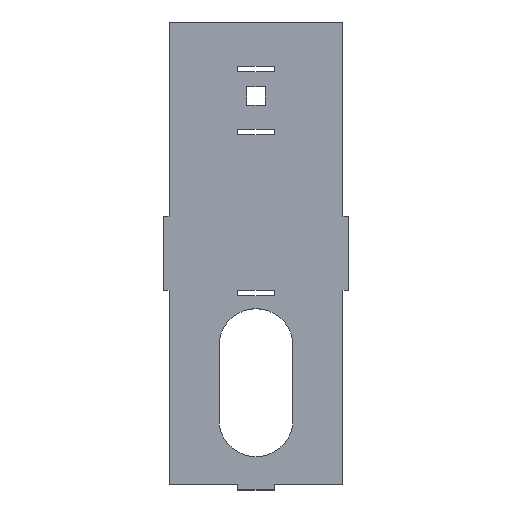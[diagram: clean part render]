
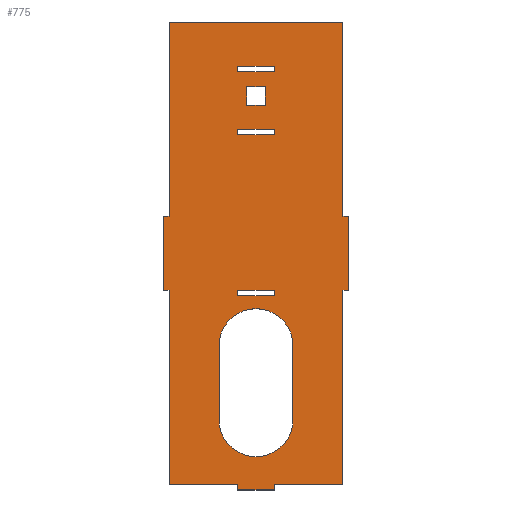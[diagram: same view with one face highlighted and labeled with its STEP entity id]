
A CAD part, top view. The second image highlights one B-rep face of the part: STEP entity #775.
In plain terms, the highlighted planar face has unit normal (0, 0, 1).
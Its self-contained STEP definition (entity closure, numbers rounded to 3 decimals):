
#17=CIRCLE('',#828,20.);
#18=CIRCLE('',#829,20.);
#21=FACE_BOUND('',#88,.T.);
#22=FACE_BOUND('',#89,.T.);
#23=FACE_BOUND('',#90,.T.);
#24=FACE_BOUND('',#91,.T.);
#25=FACE_BOUND('',#92,.T.);
#49=FACE_OUTER_BOUND('',#87,.T.);
#87=EDGE_LOOP('',(#577,#578,#579,#580,#581,#582,#583,#584,#585,#586,#587,
#588,#589,#590,#591,#592));
#88=EDGE_LOOP('',(#593,#594,#595,#596));
#89=EDGE_LOOP('',(#597,#598,#599,#600));
#90=EDGE_LOOP('',(#601,#602,#603,#604));
#91=EDGE_LOOP('',(#605,#606,#607,#608));
#92=EDGE_LOOP('',(#609,#610,#611,#612));
#117=LINE('',#1045,#221);
#121=LINE('',#1053,#225);
#124=LINE('',#1059,#228);
#127=LINE('',#1064,#231);
#129=LINE('',#1069,#233);
#133=LINE('',#1077,#237);
#136=LINE('',#1083,#240);
#139=LINE('',#1088,#243);
#141=LINE('',#1093,#245);
#145=LINE('',#1101,#249);
#148=LINE('',#1107,#252);
#151=LINE('',#1112,#255);
#153=LINE('',#1117,#257);
#157=LINE('',#1125,#261);
#160=LINE('',#1131,#264);
#163=LINE('',#1136,#267);
#165=LINE('',#1141,#269);
#169=LINE('',#1150,#273);
#173=LINE('',#1158,#277);
#174=LINE('',#1159,#278);
#175=LINE('',#1161,#279);
#176=LINE('',#1163,#280);
#177=LINE('',#1165,#281);
#178=LINE('',#1167,#282);
#179=LINE('',#1169,#283);
#180=LINE('',#1171,#284);
#181=LINE('',#1173,#285);
#182=LINE('',#1175,#286);
#183=LINE('',#1177,#287);
#184=LINE('',#1179,#288);
#185=LINE('',#1181,#289);
#186=LINE('',#1182,#290);
#187=LINE('',#1185,#291);
#188=LINE('',#1189,#292);
#221=VECTOR('',#855,10.);
#225=VECTOR('',#861,10.);
#228=VECTOR('',#866,10.);
#231=VECTOR('',#871,10.);
#233=VECTOR('',#875,10.);
#237=VECTOR('',#881,10.);
#240=VECTOR('',#886,10.);
#243=VECTOR('',#891,10.);
#245=VECTOR('',#895,10.);
#249=VECTOR('',#901,10.);
#252=VECTOR('',#906,10.);
#255=VECTOR('',#911,10.);
#257=VECTOR('',#915,10.);
#261=VECTOR('',#921,10.);
#264=VECTOR('',#926,10.);
#267=VECTOR('',#931,10.);
#269=VECTOR('',#935,10.);
#273=VECTOR('',#941,10.);
#277=VECTOR('',#947,10.);
#278=VECTOR('',#948,40.);
#279=VECTOR('',#949,10.);
#280=VECTOR('',#950,105.);
#281=VECTOR('',#951,10.);
#282=VECTOR('',#952,40.);
#283=VECTOR('',#953,10.);
#284=VECTOR('',#954,105.);
#285=VECTOR('',#955,10.);
#286=VECTOR('',#956,105.);
#287=VECTOR('',#957,10.);
#288=VECTOR('',#958,40.);
#289=VECTOR('',#959,10.);
#290=VECTOR('',#960,105.);
#291=VECTOR('',#961,40.);
#292=VECTOR('',#964,40.);
#325=VERTEX_POINT('',#1043);
#326=VERTEX_POINT('',#1044);
#329=VERTEX_POINT('',#1052);
#331=VERTEX_POINT('',#1058);
#333=VERTEX_POINT('',#1067);
#334=VERTEX_POINT('',#1068);
#337=VERTEX_POINT('',#1076);
#339=VERTEX_POINT('',#1082);
#341=VERTEX_POINT('',#1091);
#342=VERTEX_POINT('',#1092);
#345=VERTEX_POINT('',#1100);
#347=VERTEX_POINT('',#1106);
#349=VERTEX_POINT('',#1115);
#350=VERTEX_POINT('',#1116);
#353=VERTEX_POINT('',#1124);
#355=VERTEX_POINT('',#1130);
#357=VERTEX_POINT('',#1139);
#358=VERTEX_POINT('',#1140);
#361=VERTEX_POINT('',#1148);
#362=VERTEX_POINT('',#1149);
#365=VERTEX_POINT('',#1157);
#366=VERTEX_POINT('',#1160);
#367=VERTEX_POINT('',#1162);
#368=VERTEX_POINT('',#1164);
#369=VERTEX_POINT('',#1166);
#370=VERTEX_POINT('',#1168);
#371=VERTEX_POINT('',#1170);
#372=VERTEX_POINT('',#1172);
#373=VERTEX_POINT('',#1174);
#374=VERTEX_POINT('',#1176);
#375=VERTEX_POINT('',#1178);
#376=VERTEX_POINT('',#1180);
#377=VERTEX_POINT('',#1183);
#378=VERTEX_POINT('',#1184);
#379=VERTEX_POINT('',#1186);
#380=VERTEX_POINT('',#1188);
#397=EDGE_CURVE('',#325,#326,#117,.T.);
#401=EDGE_CURVE('',#329,#325,#121,.T.);
#404=EDGE_CURVE('',#331,#329,#124,.T.);
#407=EDGE_CURVE('',#326,#331,#127,.T.);
#409=EDGE_CURVE('',#333,#334,#129,.T.);
#413=EDGE_CURVE('',#337,#333,#133,.T.);
#416=EDGE_CURVE('',#339,#337,#136,.T.);
#419=EDGE_CURVE('',#334,#339,#139,.T.);
#421=EDGE_CURVE('',#341,#342,#141,.T.);
#425=EDGE_CURVE('',#345,#341,#145,.T.);
#428=EDGE_CURVE('',#347,#345,#148,.T.);
#431=EDGE_CURVE('',#342,#347,#151,.T.);
#433=EDGE_CURVE('',#349,#350,#153,.T.);
#437=EDGE_CURVE('',#353,#349,#157,.T.);
#440=EDGE_CURVE('',#355,#353,#160,.T.);
#443=EDGE_CURVE('',#350,#355,#163,.T.);
#445=EDGE_CURVE('',#357,#358,#165,.T.);
#449=EDGE_CURVE('',#361,#362,#169,.T.);
#453=EDGE_CURVE('',#365,#357,#173,.T.);
#454=EDGE_CURVE('',#358,#361,#174,.T.);
#455=EDGE_CURVE('',#362,#366,#175,.T.);
#456=EDGE_CURVE('',#367,#366,#176,.T.);
#457=EDGE_CURVE('',#367,#368,#177,.T.);
#458=EDGE_CURVE('',#369,#368,#178,.T.);
#459=EDGE_CURVE('',#370,#369,#179,.T.);
#460=EDGE_CURVE('',#371,#370,#180,.T.);
#461=EDGE_CURVE('',#371,#372,#181,.T.);
#462=EDGE_CURVE('',#373,#372,#182,.T.);
#463=EDGE_CURVE('',#373,#374,#183,.T.);
#464=EDGE_CURVE('',#375,#374,#184,.T.);
#465=EDGE_CURVE('',#376,#375,#185,.T.);
#466=EDGE_CURVE('',#365,#376,#186,.T.);
#467=EDGE_CURVE('',#377,#378,#187,.T.);
#468=EDGE_CURVE('',#378,#379,#17,.T.);
#469=EDGE_CURVE('',#379,#380,#188,.T.);
#470=EDGE_CURVE('',#380,#377,#18,.T.);
#577=ORIENTED_EDGE('',*,*,#453,.T.);
#578=ORIENTED_EDGE('',*,*,#445,.T.);
#579=ORIENTED_EDGE('',*,*,#454,.T.);
#580=ORIENTED_EDGE('',*,*,#449,.T.);
#581=ORIENTED_EDGE('',*,*,#455,.T.);
#582=ORIENTED_EDGE('',*,*,#456,.F.);
#583=ORIENTED_EDGE('',*,*,#457,.T.);
#584=ORIENTED_EDGE('',*,*,#458,.F.);
#585=ORIENTED_EDGE('',*,*,#459,.F.);
#586=ORIENTED_EDGE('',*,*,#460,.F.);
#587=ORIENTED_EDGE('',*,*,#461,.T.);
#588=ORIENTED_EDGE('',*,*,#462,.F.);
#589=ORIENTED_EDGE('',*,*,#463,.T.);
#590=ORIENTED_EDGE('',*,*,#464,.F.);
#591=ORIENTED_EDGE('',*,*,#465,.F.);
#592=ORIENTED_EDGE('',*,*,#466,.F.);
#593=ORIENTED_EDGE('',*,*,#397,.T.);
#594=ORIENTED_EDGE('',*,*,#407,.T.);
#595=ORIENTED_EDGE('',*,*,#404,.T.);
#596=ORIENTED_EDGE('',*,*,#401,.T.);
#597=ORIENTED_EDGE('',*,*,#409,.T.);
#598=ORIENTED_EDGE('',*,*,#419,.T.);
#599=ORIENTED_EDGE('',*,*,#416,.T.);
#600=ORIENTED_EDGE('',*,*,#413,.T.);
#601=ORIENTED_EDGE('',*,*,#421,.T.);
#602=ORIENTED_EDGE('',*,*,#431,.T.);
#603=ORIENTED_EDGE('',*,*,#428,.T.);
#604=ORIENTED_EDGE('',*,*,#425,.T.);
#605=ORIENTED_EDGE('',*,*,#433,.T.);
#606=ORIENTED_EDGE('',*,*,#443,.T.);
#607=ORIENTED_EDGE('',*,*,#440,.T.);
#608=ORIENTED_EDGE('',*,*,#437,.T.);
#609=ORIENTED_EDGE('',*,*,#467,.T.);
#610=ORIENTED_EDGE('',*,*,#468,.T.);
#611=ORIENTED_EDGE('',*,*,#469,.T.);
#612=ORIENTED_EDGE('',*,*,#470,.T.);
#739=PLANE('',#827);
#775=ADVANCED_FACE('',(#49,#21,#22,#23,#24,#25),#739,.T.);
#827=AXIS2_PLACEMENT_3D('',#1156,#945,#946);
#828=AXIS2_PLACEMENT_3D('',#1187,#962,#963);
#829=AXIS2_PLACEMENT_3D('',#1190,#965,#966);
#855=DIRECTION('',(0.,-1.,0.));
#861=DIRECTION('',(1.,0.,0.));
#866=DIRECTION('',(0.,1.,0.));
#871=DIRECTION('',(-1.,0.,0.));
#875=DIRECTION('',(0.,-1.,0.));
#881=DIRECTION('',(1.,0.,0.));
#886=DIRECTION('',(0.,1.,0.));
#891=DIRECTION('',(-1.,0.,0.));
#895=DIRECTION('',(0.,-1.,0.));
#901=DIRECTION('',(1.,0.,0.));
#906=DIRECTION('',(0.,1.,0.));
#911=DIRECTION('',(-1.,0.,0.));
#915=DIRECTION('',(0.,-1.,0.));
#921=DIRECTION('',(1.,0.,0.));
#926=DIRECTION('',(0.,1.,0.));
#931=DIRECTION('',(-1.,0.,0.));
#935=DIRECTION('',(0.,-1.,0.));
#941=DIRECTION('',(0.,1.,0.));
#945=DIRECTION('center_axis',(0.,0.,1.));
#946=DIRECTION('ref_axis',(1.,0.,0.));
#947=DIRECTION('',(1.,0.,0.));
#948=DIRECTION('',(1.,0.,0.));
#949=DIRECTION('',(1.,0.,0.));
#950=DIRECTION('',(0.,-1.,0.));
#951=DIRECTION('',(1.,0.,0.));
#952=DIRECTION('',(0.,-1.,0.));
#953=DIRECTION('',(1.,0.,0.));
#954=DIRECTION('',(0.,-1.,0.));
#955=DIRECTION('',(-1.,0.,0.));
#956=DIRECTION('',(0.,1.,0.));
#957=DIRECTION('',(-1.,0.,0.));
#958=DIRECTION('',(0.,1.,0.));
#959=DIRECTION('',(-1.,0.,0.));
#960=DIRECTION('',(0.,1.,0.));
#961=DIRECTION('',(0.,-1.,0.));
#962=DIRECTION('center_axis',(0.,0.,-1.));
#963=DIRECTION('ref_axis',(1.,0.,0.));
#964=DIRECTION('',(0.,1.,0.));
#965=DIRECTION('center_axis',(0.,0.,-1.));
#966=DIRECTION('ref_axis',(-1.,0.,0.));
#1043=CARTESIAN_POINT('',(5.,90.,3.));
#1044=CARTESIAN_POINT('',(5.,80.,3.));
#1045=CARTESIAN_POINT('',(5.,45.,3.));
#1052=CARTESIAN_POINT('',(-5.,90.,3.));
#1053=CARTESIAN_POINT('',(-2.5,90.,3.));
#1058=CARTESIAN_POINT('',(-5.,80.,3.));
#1059=CARTESIAN_POINT('',(-5.,40.,3.));
#1064=CARTESIAN_POINT('',(2.5,80.,3.));
#1067=CARTESIAN_POINT('',(10.,101.,3.));
#1068=CARTESIAN_POINT('',(10.,98.,3.));
#1069=CARTESIAN_POINT('',(10.,50.5,3.));
#1076=CARTESIAN_POINT('',(-10.,101.,3.));
#1077=CARTESIAN_POINT('',(-5.,101.,3.));
#1082=CARTESIAN_POINT('',(-10.,98.,3.));
#1083=CARTESIAN_POINT('',(-10.,49.,3.));
#1088=CARTESIAN_POINT('',(5.,98.,3.));
#1091=CARTESIAN_POINT('',(10.,67.,3.));
#1092=CARTESIAN_POINT('',(10.,64.,3.));
#1093=CARTESIAN_POINT('',(10.,33.5,3.));
#1100=CARTESIAN_POINT('',(-10.,67.,3.));
#1101=CARTESIAN_POINT('',(-5.,67.,3.));
#1106=CARTESIAN_POINT('',(-10.,64.,3.));
#1107=CARTESIAN_POINT('',(-10.,32.,3.));
#1112=CARTESIAN_POINT('',(5.,64.,3.));
#1115=CARTESIAN_POINT('',(10.,-20.,3.));
#1116=CARTESIAN_POINT('',(10.,-23.,3.));
#1117=CARTESIAN_POINT('',(10.,-10.,3.));
#1124=CARTESIAN_POINT('',(-10.,-20.,3.));
#1125=CARTESIAN_POINT('',(-5.,-20.,3.));
#1130=CARTESIAN_POINT('',(-10.,-23.,3.));
#1131=CARTESIAN_POINT('',(-10.,-11.5,3.));
#1136=CARTESIAN_POINT('',(5.,-23.,3.));
#1139=CARTESIAN_POINT('',(-10.,-125.,3.));
#1140=CARTESIAN_POINT('',(-10.,-128.,3.));
#1141=CARTESIAN_POINT('',(-10.,-62.5,3.));
#1148=CARTESIAN_POINT('',(10.,-128.,3.));
#1149=CARTESIAN_POINT('',(10.,-125.,3.));
#1150=CARTESIAN_POINT('',(10.,-64.,3.));
#1156=CARTESIAN_POINT('Origin',(0.,0.,3.));
#1157=CARTESIAN_POINT('',(-47.,-125.,3.));
#1158=CARTESIAN_POINT('',(-10.,-125.,3.));
#1159=CARTESIAN_POINT('',(-20.,-128.,3.));
#1160=CARTESIAN_POINT('',(47.,-125.,3.));
#1161=CARTESIAN_POINT('',(40.,-125.,3.));
#1162=CARTESIAN_POINT('',(47.,-20.,3.));
#1163=CARTESIAN_POINT('',(47.,-125.,3.));
#1164=CARTESIAN_POINT('',(50.,-20.,3.));
#1165=CARTESIAN_POINT('',(43.,-20.,3.));
#1166=CARTESIAN_POINT('',(50.,20.,3.));
#1167=CARTESIAN_POINT('',(50.,-20.,3.));
#1168=CARTESIAN_POINT('',(47.,20.,3.));
#1169=CARTESIAN_POINT('',(43.,20.,3.));
#1170=CARTESIAN_POINT('',(47.,125.,3.));
#1171=CARTESIAN_POINT('',(47.,20.,3.));
#1172=CARTESIAN_POINT('',(-47.,125.,3.));
#1173=CARTESIAN_POINT('',(-40.,125.,3.));
#1174=CARTESIAN_POINT('',(-47.,20.,3.));
#1175=CARTESIAN_POINT('',(-47.,125.,3.));
#1176=CARTESIAN_POINT('',(-50.,20.,3.));
#1177=CARTESIAN_POINT('',(-43.,20.,3.));
#1178=CARTESIAN_POINT('',(-50.,-20.,3.));
#1179=CARTESIAN_POINT('',(-50.,20.,3.));
#1180=CARTESIAN_POINT('',(-47.,-20.,3.));
#1181=CARTESIAN_POINT('',(-43.,-20.,3.));
#1182=CARTESIAN_POINT('',(-47.,-20.,3.));
#1183=CARTESIAN_POINT('',(20.,-50.,3.));
#1184=CARTESIAN_POINT('',(20.,-90.,3.));
#1185=CARTESIAN_POINT('',(20.,-50.,3.));
#1186=CARTESIAN_POINT('',(-20.,-90.,3.));
#1187=CARTESIAN_POINT('Origin',(0.,-90.,3.));
#1188=CARTESIAN_POINT('',(-20.,-50.,3.));
#1189=CARTESIAN_POINT('',(-20.,-90.,3.));
#1190=CARTESIAN_POINT('Origin',(0.,-50.,3.));
